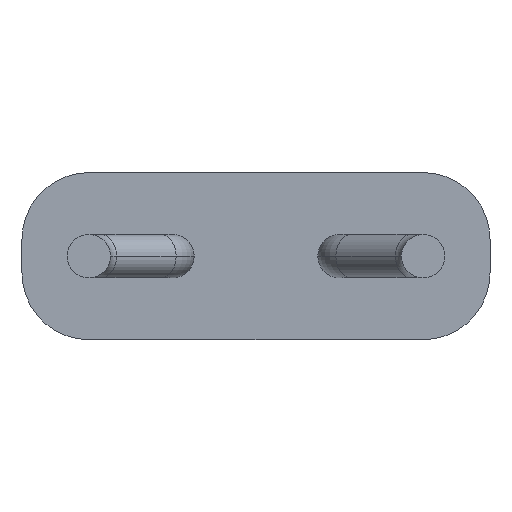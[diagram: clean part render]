
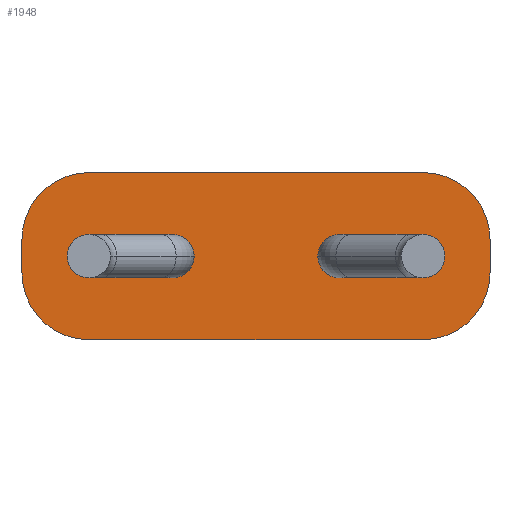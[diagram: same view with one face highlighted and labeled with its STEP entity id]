
A CAD part, front view. The second image highlights one B-rep face of the part: STEP entity #1948.
In plain terms, the highlighted planar face has unit normal (0, -1, 0).
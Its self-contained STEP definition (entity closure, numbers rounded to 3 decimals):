
#61 = VERTEX_POINT ( 'NONE', #1278 ) ;
#70 = ORIENTED_EDGE ( 'NONE', *, *, #281, .T. ) ;
#73 = CIRCLE ( 'NONE', #1047, 1. ) ;
#121 = EDGE_LOOP ( 'NONE', ( #196, #2695 ) ) ;
#136 = AXIS2_PLACEMENT_3D ( 'NONE', #674, #3340, #391 ) ;
#158 = DIRECTION ( 'NONE',  ( 0., 0., 1. ) ) ;
#161 = EDGE_CURVE ( 'NONE', #3137, #1208, #1030, .T. ) ;
#196 = ORIENTED_EDGE ( 'NONE', *, *, #3001, .F. ) ;
#206 = EDGE_CURVE ( 'NONE', #3458, #1403, #1281, .T. ) ;
#214 = DIRECTION ( 'NONE',  ( 0., -1., 0. ) ) ;
#263 = CARTESIAN_POINT ( 'NONE',  ( 4.425, 0., 1.25 ) ) ;
#277 = VERTEX_POINT ( 'NONE', #1346 ) ;
#281 = EDGE_CURVE ( 'NONE', #2600, #378, #896, .T. ) ;
#283 = CARTESIAN_POINT ( 'NONE',  ( 0., 0., 2.5 ) ) ;
#288 = AXIS2_PLACEMENT_3D ( 'NONE', #3253, #603, #2458 ) ;
#290 = DIRECTION ( 'NONE',  ( 0., -1., 0. ) ) ;
#298 = CARTESIAN_POINT ( 'NONE',  ( 7., 0., 1.5 ) ) ;
#306 = VERTEX_POINT ( 'NONE', #873 ) ;
#378 = VERTEX_POINT ( 'NONE', #898 ) ;
#391 = DIRECTION ( 'NONE',  ( 0., 0., -1. ) ) ;
#438 = AXIS2_PLACEMENT_3D ( 'NONE', #646, #3264, #2465 ) ;
#449 = AXIS2_PLACEMENT_3D ( 'NONE', #3211, #2669, #555 ) ;
#494 = ORIENTED_EDGE ( 'NONE', *, *, #918, .T. ) ;
#501 = EDGE_LOOP ( 'NONE', ( #1456, #494, #579, #70, #3437, #908, #1764, #653 ) ) ;
#555 = DIRECTION ( 'NONE',  ( 0., 0., 1. ) ) ;
#579 = ORIENTED_EDGE ( 'NONE', *, *, #1457, .T. ) ;
#603 = DIRECTION ( 'NONE',  ( 0., -1., 0. ) ) ;
#646 = CARTESIAN_POINT ( 'NONE',  ( 2.25, 0., 1.25 ) ) ;
#653 = ORIENTED_EDGE ( 'NONE', *, *, #1282, .T. ) ;
#656 = DIRECTION ( 'NONE',  ( 1., 0., 0. ) ) ;
#674 = CARTESIAN_POINT ( 'NONE',  ( 4.75, 0., 1.25 ) ) ;
#691 = VECTOR ( 'NONE', #2368, 1000. ) ;
#707 = EDGE_LOOP ( 'NONE', ( #1335, #1453 ) ) ;
#751 = CIRCLE ( 'NONE', #3184, 1. ) ;
#782 = VECTOR ( 'NONE', #656, 1000. ) ;
#873 = CARTESIAN_POINT ( 'NONE',  ( 0., 0., 1.5 ) ) ;
#892 = LINE ( 'NONE', #906, #782 ) ;
#896 = CIRCLE ( 'NONE', #288, 1. ) ;
#898 = CARTESIAN_POINT ( 'NONE',  ( 7., 0., 1. ) ) ;
#906 = CARTESIAN_POINT ( 'NONE',  ( 0., 0., 0. ) ) ;
#908 = ORIENTED_EDGE ( 'NONE', *, *, #965, .T. ) ;
#913 = CARTESIAN_POINT ( 'NONE',  ( 0., 0., 2.5 ) ) ;
#918 = EDGE_CURVE ( 'NONE', #277, #61, #2569, .T. ) ;
#952 = PLANE ( 'NONE',  #2353 ) ;
#965 = EDGE_CURVE ( 'NONE', #1149, #1403, #751, .T. ) ;
#1030 = CIRCLE ( 'NONE', #1937, 0.325 ) ;
#1036 = DIRECTION ( 'NONE',  ( 0., 1., 0. ) ) ;
#1047 = AXIS2_PLACEMENT_3D ( 'NONE', #2145, #290, #2684 ) ;
#1063 = CARTESIAN_POINT ( 'NONE',  ( 7., 0., 2.5 ) ) ;
#1078 = DIRECTION ( 'NONE',  ( 0., 0., 1. ) ) ;
#1094 = VERTEX_POINT ( 'NONE', #2974 ) ;
#1115 = CARTESIAN_POINT ( 'NONE',  ( 6., 0., 2.5 ) ) ;
#1149 = VERTEX_POINT ( 'NONE', #298 ) ;
#1159 = EDGE_CURVE ( 'NONE', #2173, #1094, #2232, .T. ) ;
#1200 = DIRECTION ( 'NONE',  ( 0., 1., 0. ) ) ;
#1208 = VERTEX_POINT ( 'NONE', #263 ) ;
#1261 = CIRCLE ( 'NONE', #438, 0.325 ) ;
#1278 = CARTESIAN_POINT ( 'NONE',  ( 1., 0., 0. ) ) ;
#1281 = LINE ( 'NONE', #2393, #2125 ) ;
#1282 = EDGE_CURVE ( 'NONE', #3458, #306, #73, .T. ) ;
#1335 = ORIENTED_EDGE ( 'NONE', *, *, #1961, .T. ) ;
#1346 = CARTESIAN_POINT ( 'NONE',  ( 0., 0., 1. ) ) ;
#1401 = LINE ( 'NONE', #283, #2030 ) ;
#1403 = VERTEX_POINT ( 'NONE', #1115 ) ;
#1453 = ORIENTED_EDGE ( 'NONE', *, *, #161, .T. ) ;
#1456 = ORIENTED_EDGE ( 'NONE', *, *, #1789, .T. ) ;
#1457 = EDGE_CURVE ( 'NONE', #61, #2600, #892, .T. ) ;
#1539 = CARTESIAN_POINT ( 'NONE',  ( 6., 0., 0. ) ) ;
#1560 = LINE ( 'NONE', #1063, #691 ) ;
#1563 = DIRECTION ( 'NONE',  ( 0., 0., 1. ) ) ;
#1612 = DIRECTION ( 'NONE',  ( 0., -1., 0. ) ) ;
#1764 = ORIENTED_EDGE ( 'NONE', *, *, #206, .F. ) ;
#1789 = EDGE_CURVE ( 'NONE', #306, #277, #1401, .T. ) ;
#1859 = DIRECTION ( 'NONE',  ( 0., 0., -1. ) ) ;
#1924 = DIRECTION ( 'NONE',  ( 0., 0., -1. ) ) ;
#1937 = AXIS2_PLACEMENT_3D ( 'NONE', #2907, #1036, #1859 ) ;
#1948 = ADVANCED_FACE ( 'NONE', ( #2403, #2356, #2231 ), #952, .F. ) ;
#1961 = EDGE_CURVE ( 'NONE', #1208, #3137, #2437, .T. ) ;
#2030 = VECTOR ( 'NONE', #1924, 1000. ) ;
#2125 = VECTOR ( 'NONE', #3146, 1000. ) ;
#2145 = CARTESIAN_POINT ( 'NONE',  ( 1., 0., 1.5 ) ) ;
#2173 = VERTEX_POINT ( 'NONE', #3208 ) ;
#2231 = FACE_BOUND ( 'NONE', #121, .T. ) ;
#2232 = CIRCLE ( 'NONE', #449, 0.325 ) ;
#2246 = EDGE_CURVE ( 'NONE', #1149, #378, #1560, .T. ) ;
#2353 = AXIS2_PLACEMENT_3D ( 'NONE', #913, #1200, #158 ) ;
#2356 = FACE_OUTER_BOUND ( 'NONE', #501, .T. ) ;
#2368 = DIRECTION ( 'NONE',  ( 0., 0., -1. ) ) ;
#2393 = CARTESIAN_POINT ( 'NONE',  ( 0., 0., 2.5 ) ) ;
#2403 = FACE_BOUND ( 'NONE', #707, .T. ) ;
#2437 = CIRCLE ( 'NONE', #136, 0.325 ) ;
#2458 = DIRECTION ( 'NONE',  ( 0., 0., 1. ) ) ;
#2465 = DIRECTION ( 'NONE',  ( 0., 0., 1. ) ) ;
#2569 = CIRCLE ( 'NONE', #2749, 1. ) ;
#2591 = CARTESIAN_POINT ( 'NONE',  ( 1., 0., 1. ) ) ;
#2600 = VERTEX_POINT ( 'NONE', #1539 ) ;
#2669 = DIRECTION ( 'NONE',  ( 0., -1., 0. ) ) ;
#2684 = DIRECTION ( 'NONE',  ( 0., 0., 1. ) ) ;
#2695 = ORIENTED_EDGE ( 'NONE', *, *, #1159, .F. ) ;
#2749 = AXIS2_PLACEMENT_3D ( 'NONE', #2591, #214, #1563 ) ;
#2907 = CARTESIAN_POINT ( 'NONE',  ( 4.75, 0., 1.25 ) ) ;
#2923 = CARTESIAN_POINT ( 'NONE',  ( 1., 0., 2.5 ) ) ;
#2974 = CARTESIAN_POINT ( 'NONE',  ( 1.925, 0., 1.25 ) ) ;
#3001 = EDGE_CURVE ( 'NONE', #1094, #2173, #1261, .T. ) ;
#3137 = VERTEX_POINT ( 'NONE', #3375 ) ;
#3146 = DIRECTION ( 'NONE',  ( 1., 0., 0. ) ) ;
#3170 = CARTESIAN_POINT ( 'NONE',  ( 6., 0., 1.5 ) ) ;
#3184 = AXIS2_PLACEMENT_3D ( 'NONE', #3170, #1612, #1078 ) ;
#3208 = CARTESIAN_POINT ( 'NONE',  ( 2.575, 0., 1.25 ) ) ;
#3211 = CARTESIAN_POINT ( 'NONE',  ( 2.25, 0., 1.25 ) ) ;
#3253 = CARTESIAN_POINT ( 'NONE',  ( 6., 0., 1. ) ) ;
#3264 = DIRECTION ( 'NONE',  ( 0., -1., 0. ) ) ;
#3340 = DIRECTION ( 'NONE',  ( 0., 1., 0. ) ) ;
#3375 = CARTESIAN_POINT ( 'NONE',  ( 5.075, 0., 1.25 ) ) ;
#3437 = ORIENTED_EDGE ( 'NONE', *, *, #2246, .F. ) ;
#3458 = VERTEX_POINT ( 'NONE', #2923 ) ;
